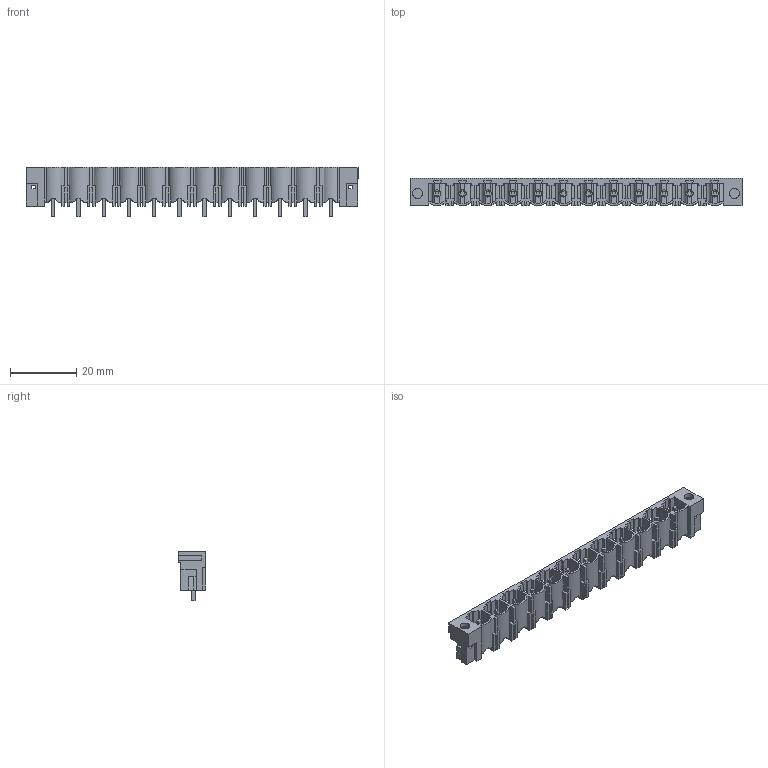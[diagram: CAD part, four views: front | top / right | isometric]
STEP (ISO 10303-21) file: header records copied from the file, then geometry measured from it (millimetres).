
FILE_DESCRIPTION(('CATIA V5 STEP Exchange','CAx-IF Rec.Pracs.--- Model Styling and Organization---1.4--- 2014-01-23'),'2;1');
FILE_NAME ('D1448916_1_1140970000_1140970000.stp','2021-05-21T13:03:01+00:00',('none'),('Weidmueller'),'CATIA Version 5-6 Release 2016 SP3 HF44','CATIA V5 STEP AP214','none');
FILE_SCHEMA(('AUTOMOTIVE_DESIGN { 1 0 10303 214 1 1 1 1 }'));
Length unit declared in the file: millimetre
Products named in the file (1): 1140970000
Bounding box: 100.3 x 8.4 x 14.95 mm (x, y, z)
Volume: 3531.8 mm3; surface area: 9177.6 mm2
Topology: 13 solids, 13 shells, 764 faces, 2194 edges, 1442 vertices
Faces by surface type: plane 640, cylinder 124
Entity records: 23203 total; most frequent: CARTESIAN_POINT 4624, ORIENTED_EDGE 4388, DIRECTION 2981, EDGE_CURVE 2194, VECTOR 1850, LINE 1850, VERTEX_POINT 1442, EDGE_LOOP 782
